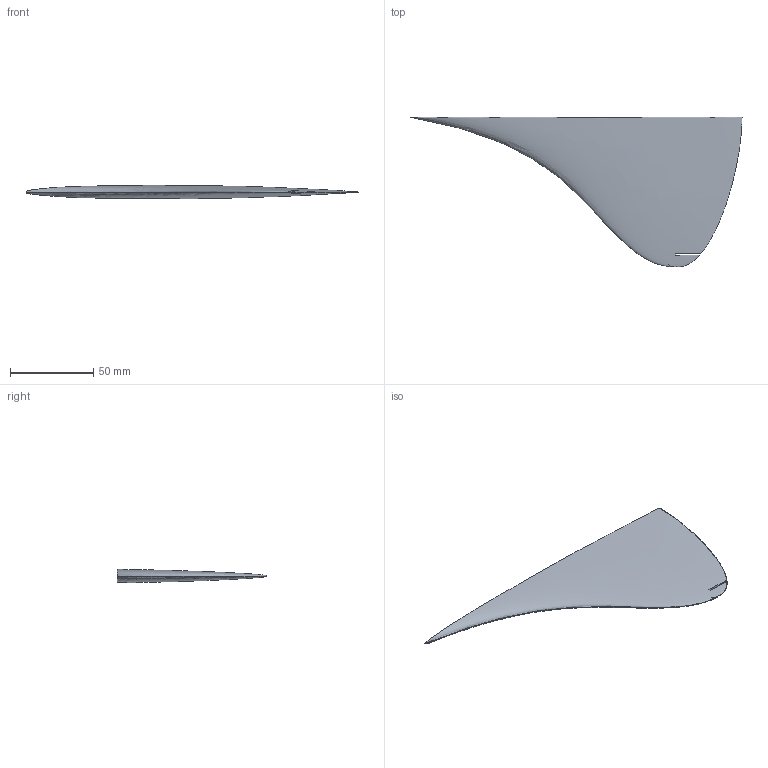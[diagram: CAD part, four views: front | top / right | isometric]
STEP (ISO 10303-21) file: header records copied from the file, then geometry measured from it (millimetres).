
FILE_DESCRIPTION (( 'STEP AP203' ), '1' );
FILE_NAME ('GouvernailSTEPAP203.STEP', '2016-07-14T11:19:41', ( '' ), ( '' ), 'SwSTEP 2.0', 'SolidWorks 2014', '' );
FILE_SCHEMA (( 'CONFIG_CONTROL_DESIGN' ));
Length unit declared in the file: millimetre
Products named in the file (1): GouvernailSTEPAP203
Bounding box: 200 x 90 x 7.88 mm (x, y, z)
Volume: 40142.8 mm3; surface area: 19053.2 mm2
Topology: 1 solids, 1 shells, 7 faces, 15 edges, 10 vertices
Faces by surface type: plane 5, bspline 2
Entity records: 29013 total; most frequent: CARTESIAN_POINT 28812, ORIENTED_EDGE 30, EDGE_CURVE 15, DIRECTION 14, B_SPLINE_CURVE_WITH_KNOTS 13, VERTEX_POINT 10, PERSON_AND_ORGANIZATION 8, ADVANCED_FACE 7
